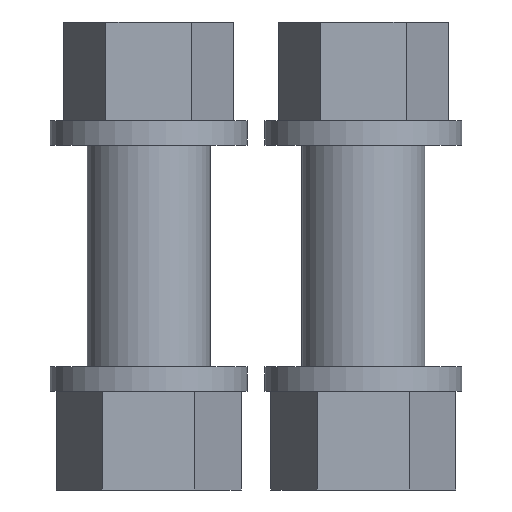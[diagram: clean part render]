
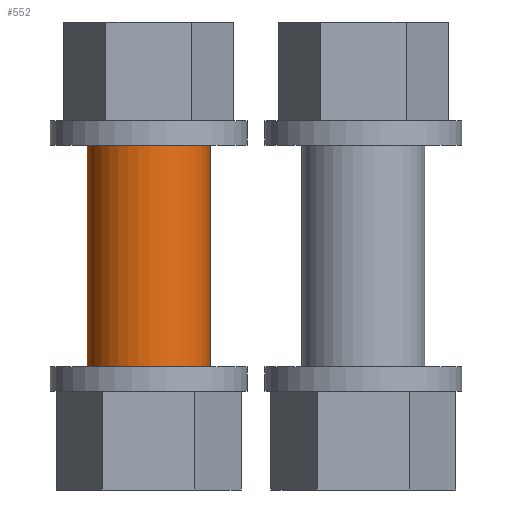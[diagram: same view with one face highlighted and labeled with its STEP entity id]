
A CAD part, front view. The second image highlights one B-rep face of the part: STEP entity #552.
In plain terms, the highlighted cylindrical face has radius 2.5 mm (diameter 5 mm), a full revolution.
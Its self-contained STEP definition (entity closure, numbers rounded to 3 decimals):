
#472=CARTESIAN_POINT('',(-2.5,0.,-13.75));
#473=VERTEX_POINT('',#472);
#474=CARTESIAN_POINT('',(2.5,0.,-13.75));
#475=VERTEX_POINT('',#474);
#476=CARTESIAN_POINT('',(0.,0.,-13.75));
#477=DIRECTION('',(-1.,0.,0.));
#478=DIRECTION('',(0.,0.,-1.));
#479=AXIS2_PLACEMENT_3D('',#476,#478,#477);
#480=CIRCLE('',#479,2.5);
#481=EDGE_CURVE('',#473,#475,#480,.T.);
#508=CARTESIAN_POINT('',(0.,0.,-13.75));
#509=DIRECTION('',(1.,0.,0.));
#510=DIRECTION('',(-0.,0.,-1.));
#511=AXIS2_PLACEMENT_3D('',#508,#510,#509);
#512=CIRCLE('',#511,2.5);
#513=EDGE_CURVE('',#475,#473,#512,.T.);
#518=CARTESIAN_POINT('',(0.,0.,0.));
#519=DIRECTION('',(1.,0.,0.));
#520=DIRECTION('',(0.,0.,-1.));
#521=AXIS2_PLACEMENT_3D('',#518,#520,#519);
#522=CYLINDRICAL_SURFACE('',#521,2.5);
#523=CARTESIAN_POINT('',(-2.5,0.,0.));
#524=VERTEX_POINT('',#523);
#525=CARTESIAN_POINT('',(2.5,0.,0.));
#526=VERTEX_POINT('',#525);
#527=CARTESIAN_POINT('',(0.,0.,0.));
#528=DIRECTION('',(-1.,0.,0.));
#529=DIRECTION('',(0.,0.,-1.));
#530=AXIS2_PLACEMENT_3D('',#527,#529,#528);
#531=CIRCLE('',#530,2.5);
#532=EDGE_CURVE('',#524,#526,#531,.T.);
#533=ORIENTED_EDGE('E6',*,*,#532,.T.);
#534=CARTESIAN_POINT('',(2.5,0.,0.));
#535=DIRECTION('',(0.,0.,-1.));
#536=VECTOR('',#535,13.75);
#537=LINE('',#534,#536);
#538=EDGE_CURVE('',#526,#475,#537,.T.);
#539=ORIENTED_EDGE('E7',*,*,#538,.T.);
#540=ORIENTED_EDGE('E7',*,*,#481,.F.);
#541=ORIENTED_EDGE('E7',*,*,#513,.F.);
#542=ORIENTED_EDGE('E7',*,*,#538,.F.);
#543=CARTESIAN_POINT('',(0.,0.,0.));
#544=DIRECTION('',(1.,0.,0.));
#545=DIRECTION('',(-0.,0.,-1.));
#546=AXIS2_PLACEMENT_3D('',#543,#545,#544);
#547=CIRCLE('',#546,2.5);
#548=EDGE_CURVE('',#526,#524,#547,.T.);
#549=ORIENTED_EDGE('E8',*,*,#548,.T.);
#550=EDGE_LOOP('',(#533,#539,#540,#541,#542,#549));
#551=FACE_OUTER_BOUND('',#550,.T.);
#552=ADVANCED_FACE('F2',(#551),#522,.T.);
